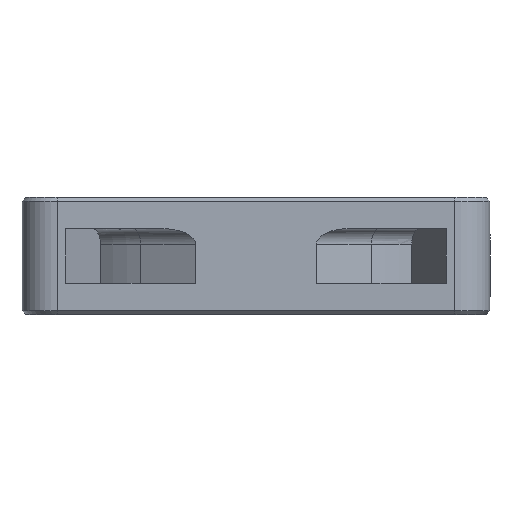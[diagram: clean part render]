
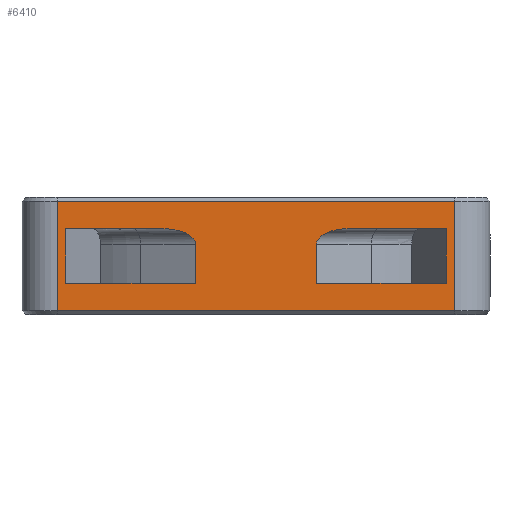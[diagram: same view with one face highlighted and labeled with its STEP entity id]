
A CAD part, front view. The second image highlights one B-rep face of the part: STEP entity #6410.
In plain terms, the highlighted planar face has unit normal (0, -1, 0).
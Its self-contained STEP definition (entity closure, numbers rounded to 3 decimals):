
#73 = DIRECTION ( 'NONE',  ( 0., 0., 1. ) ) ;
#101 = CARTESIAN_POINT ( 'NONE',  ( -24.423, -30., 15. ) ) ;
#105 = LINE ( 'NONE', #3788, #6462 ) ;
#167 = ORIENTED_EDGE ( 'NONE', *, *, #2915, .F. ) ;
#213 = EDGE_LOOP ( 'NONE', ( #167, #2792, #1651, #5838, #3527 ) ) ;
#275 = LINE ( 'NONE', #7465, #5530 ) ;
#364 = ORIENTED_EDGE ( 'NONE', *, *, #3539, .T. ) ;
#400 = CARTESIAN_POINT ( 'NONE',  ( 24.423, -30., 4. ) ) ;
#455 = CARTESIAN_POINT ( 'NONE',  ( -11.803, -30., 11. ) ) ;
#494 = VECTOR ( 'NONE', #7388, 1000. ) ;
#526 = VERTEX_POINT ( 'NONE', #5981 ) ;
#592 = DIRECTION ( 'NONE',  ( -1., 0., 0. ) ) ;
#604 = EDGE_CURVE ( 'NONE', #6639, #6740, #7024, .T. ) ;
#638 = VERTEX_POINT ( 'NONE', #5054 ) ;
#744 = DIRECTION ( 'NONE',  ( 0., 0., -1. ) ) ;
#766 =( BOUNDED_CURVE ( )  B_SPLINE_CURVE ( 3, ( #1100, #4278, #1765, #6192 ),
 .UNSPECIFIED., .F., .T. ) 
 B_SPLINE_CURVE_WITH_KNOTS ( ( 4, 4 ),
 ( 0., 1.571 ),
 .UNSPECIFIED. ) 
 CURVE ( )  GEOMETRIC_REPRESENTATION_ITEM ( )  RATIONAL_B_SPLINE_CURVE ( ( 1., 0.805, 0.805, 1. ) ) 
 REPRESENTATION_ITEM ( '' )  );
#854 = LINE ( 'NONE', #2991, #4054 ) ;
#871 = VERTEX_POINT ( 'NONE', #1434 ) ;
#889 = EDGE_CURVE ( 'NONE', #3222, #5336, #6915, .T. ) ;
#990 = EDGE_CURVE ( 'NONE', #4641, #3613, #854, .T. ) ;
#1100 = CARTESIAN_POINT ( 'NONE',  ( 7.758, -30., 9. ) ) ;
#1105 = ORIENTED_EDGE ( 'NONE', *, *, #8100, .T. ) ;
#1301 = CARTESIAN_POINT ( 'NONE',  ( -24.423, -30., 4. ) ) ;
#1391 = CARTESIAN_POINT ( 'NONE',  ( 7.758, -30., 4. ) ) ;
#1434 = CARTESIAN_POINT ( 'NONE',  ( -25.5, -30., 14.5 ) ) ;
#1442 = CARTESIAN_POINT ( 'NONE',  ( -11.803, -30., 11. ) ) ;
#1550 = CARTESIAN_POINT ( 'NONE',  ( -7.758, -30., 4. ) ) ;
#1651 = ORIENTED_EDGE ( 'NONE', *, *, #4676, .F. ) ;
#1765 = CARTESIAN_POINT ( 'NONE',  ( 9.433, -30., 11. ) ) ;
#1790 = AXIS2_PLACEMENT_3D ( 'NONE', #7771, #3357, #7798 ) ;
#1825 = EDGE_LOOP ( 'NONE', ( #6493, #3826, #5771, #2172, #8107 ) ) ;
#1841 =( BOUNDED_CURVE ( )  B_SPLINE_CURVE ( 3, ( #455, #6787, #3662, #8071 ),
 .UNSPECIFIED., .F., .T. ) 
 B_SPLINE_CURVE_WITH_KNOTS ( ( 4, 4 ),
 ( 1.571, 3.142 ),
 .UNSPECIFIED. ) 
 CURVE ( )  GEOMETRIC_REPRESENTATION_ITEM ( )  RATIONAL_B_SPLINE_CURVE ( ( 1., 0.805, 0.805, 1. ) ) 
 REPRESENTATION_ITEM ( '' )  );
#1890 = CARTESIAN_POINT ( 'NONE',  ( 25.5, -30., 0.5 ) ) ;
#1936 = EDGE_CURVE ( 'NONE', #638, #4641, #4133, .T. ) ;
#1998 = VERTEX_POINT ( 'NONE', #5239 ) ;
#2050 = VECTOR ( 'NONE', #4574, 1000. ) ;
#2092 = CARTESIAN_POINT ( 'NONE',  ( 24.423, -30., 11. ) ) ;
#2108 = CARTESIAN_POINT ( 'NONE',  ( 25.5, -30., 14.5 ) ) ;
#2172 = ORIENTED_EDGE ( 'NONE', *, *, #3376, .T. ) ;
#2226 = LINE ( 'NONE', #3293, #5575 ) ;
#2493 = CARTESIAN_POINT ( 'NONE',  ( 0., -30., 14.5 ) ) ;
#2517 = VECTOR ( 'NONE', #592, 1000. ) ;
#2792 = ORIENTED_EDGE ( 'NONE', *, *, #889, .T. ) ;
#2915 = EDGE_CURVE ( 'NONE', #3222, #1998, #5774, .T. ) ;
#2943 = CARTESIAN_POINT ( 'NONE',  ( 24.423, -30., 15. ) ) ;
#2991 = CARTESIAN_POINT ( 'NONE',  ( 25.5, -30., 15. ) ) ;
#3222 = VERTEX_POINT ( 'NONE', #1550 ) ;
#3274 = CARTESIAN_POINT ( 'NONE',  ( 25.5, -30., 0.5 ) ) ;
#3278 = VECTOR ( 'NONE', #7589, 1000. ) ;
#3293 = CARTESIAN_POINT ( 'NONE',  ( -25.5, -30., 15. ) ) ;
#3357 = DIRECTION ( 'NONE',  ( 0., -1., 0. ) ) ;
#3376 = EDGE_CURVE ( 'NONE', #6740, #526, #766, .T. ) ;
#3467 = CARTESIAN_POINT ( 'NONE',  ( 7.758, -30., 9. ) ) ;
#3527 = ORIENTED_EDGE ( 'NONE', *, *, #5595, .T. ) ;
#3539 = EDGE_CURVE ( 'NONE', #871, #638, #2226, .T. ) ;
#3613 = VERTEX_POINT ( 'NONE', #2108 ) ;
#3625 = DIRECTION ( 'NONE',  ( 0., 0., 1. ) ) ;
#3653 = VECTOR ( 'NONE', #3625, 1000. ) ;
#3662 = CARTESIAN_POINT ( 'NONE',  ( -7.758, -30., 10.172 ) ) ;
#3788 = CARTESIAN_POINT ( 'NONE',  ( 0., -30., 11. ) ) ;
#3826 = ORIENTED_EDGE ( 'NONE', *, *, #5127, .T. ) ;
#3961 = EDGE_LOOP ( 'NONE', ( #4831, #1105, #364, #4253 ) ) ;
#4054 = VECTOR ( 'NONE', #5831, 1000. ) ;
#4117 = VECTOR ( 'NONE', #73, 1000. ) ;
#4133 = LINE ( 'NONE', #3274, #2050 ) ;
#4253 = ORIENTED_EDGE ( 'NONE', *, *, #1936, .T. ) ;
#4257 = CARTESIAN_POINT ( 'NONE',  ( 0., -30., 4. ) ) ;
#4278 = CARTESIAN_POINT ( 'NONE',  ( 7.758, -30., 10.172 ) ) ;
#4329 = FACE_OUTER_BOUND ( 'NONE', #3961, .T. ) ;
#4408 = LINE ( 'NONE', #8204, #2517 ) ;
#4574 = DIRECTION ( 'NONE',  ( 1., 0., 0. ) ) ;
#4641 = VERTEX_POINT ( 'NONE', #1890 ) ;
#4676 = EDGE_CURVE ( 'NONE', #4903, #5336, #7600, .T. ) ;
#4831 = ORIENTED_EDGE ( 'NONE', *, *, #990, .T. ) ;
#4903 = VERTEX_POINT ( 'NONE', #6666 ) ;
#4904 = DIRECTION ( 'NONE',  ( -1., 0., 0. ) ) ;
#4972 = LINE ( 'NONE', #2493, #3278 ) ;
#5054 = CARTESIAN_POINT ( 'NONE',  ( -25.5, -30., 0.5 ) ) ;
#5056 = DIRECTION ( 'NONE',  ( -1., 0., 0. ) ) ;
#5127 = EDGE_CURVE ( 'NONE', #7858, #6639, #275, .T. ) ;
#5239 = CARTESIAN_POINT ( 'NONE',  ( -7.758, -30., 9. ) ) ;
#5336 = VERTEX_POINT ( 'NONE', #1301 ) ;
#5530 = VECTOR ( 'NONE', #4904, 1000. ) ;
#5575 = VECTOR ( 'NONE', #7751, 1000. ) ;
#5595 = EDGE_CURVE ( 'NONE', #6404, #1998, #1841, .T. ) ;
#5755 = CARTESIAN_POINT ( 'NONE',  ( -7.758, -30., 15. ) ) ;
#5771 = ORIENTED_EDGE ( 'NONE', *, *, #604, .T. ) ;
#5774 = LINE ( 'NONE', #5755, #4117 ) ;
#5799 = FACE_BOUND ( 'NONE', #1825, .T. ) ;
#5831 = DIRECTION ( 'NONE',  ( 0., 0., 1. ) ) ;
#5838 = ORIENTED_EDGE ( 'NONE', *, *, #7545, .F. ) ;
#5926 = VECTOR ( 'NONE', #744, 1000. ) ;
#5981 = CARTESIAN_POINT ( 'NONE',  ( 11.803, -30., 11. ) ) ;
#6192 = CARTESIAN_POINT ( 'NONE',  ( 11.803, -30., 11. ) ) ;
#6384 = CARTESIAN_POINT ( 'NONE',  ( 7.758, -30., 15. ) ) ;
#6404 = VERTEX_POINT ( 'NONE', #1442 ) ;
#6410 = ADVANCED_FACE ( 'NONE', ( #7499, #4329, #5799 ), #7166, .T. ) ;
#6462 = VECTOR ( 'NONE', #5056, 1000. ) ;
#6493 = ORIENTED_EDGE ( 'NONE', *, *, #7845, .T. ) ;
#6511 = VECTOR ( 'NONE', #6543, 1000. ) ;
#6543 = DIRECTION ( 'NONE',  ( -1., 0., 0. ) ) ;
#6639 = VERTEX_POINT ( 'NONE', #1391 ) ;
#6666 = CARTESIAN_POINT ( 'NONE',  ( -24.423, -30., 11. ) ) ;
#6676 = VERTEX_POINT ( 'NONE', #2092 ) ;
#6740 = VERTEX_POINT ( 'NONE', #3467 ) ;
#6775 = LINE ( 'NONE', #2943, #494 ) ;
#6787 = CARTESIAN_POINT ( 'NONE',  ( -9.433, -30., 11. ) ) ;
#6915 = LINE ( 'NONE', #4257, #6511 ) ;
#7024 = LINE ( 'NONE', #6384, #3653 ) ;
#7166 = PLANE ( 'NONE',  #1790 ) ;
#7388 = DIRECTION ( 'NONE',  ( 0., 0., -1. ) ) ;
#7465 = CARTESIAN_POINT ( 'NONE',  ( 0., -30., 4. ) ) ;
#7499 = FACE_BOUND ( 'NONE', #213, .T. ) ;
#7545 = EDGE_CURVE ( 'NONE', #6404, #4903, #4408, .T. ) ;
#7589 = DIRECTION ( 'NONE',  ( -1., 0., 0. ) ) ;
#7600 = LINE ( 'NONE', #101, #5926 ) ;
#7751 = DIRECTION ( 'NONE',  ( 0., 0., -1. ) ) ;
#7771 = CARTESIAN_POINT ( 'NONE',  ( 0., -30., 15. ) ) ;
#7798 = DIRECTION ( 'NONE',  ( 1., 0., 0. ) ) ;
#7845 = EDGE_CURVE ( 'NONE', #6676, #7858, #6775, .T. ) ;
#7858 = VERTEX_POINT ( 'NONE', #400 ) ;
#8071 = CARTESIAN_POINT ( 'NONE',  ( -7.758, -30., 9. ) ) ;
#8100 = EDGE_CURVE ( 'NONE', #3613, #871, #4972, .T. ) ;
#8107 = ORIENTED_EDGE ( 'NONE', *, *, #8115, .F. ) ;
#8115 = EDGE_CURVE ( 'NONE', #6676, #526, #105, .T. ) ;
#8204 = CARTESIAN_POINT ( 'NONE',  ( 0., -30., 11. ) ) ;
